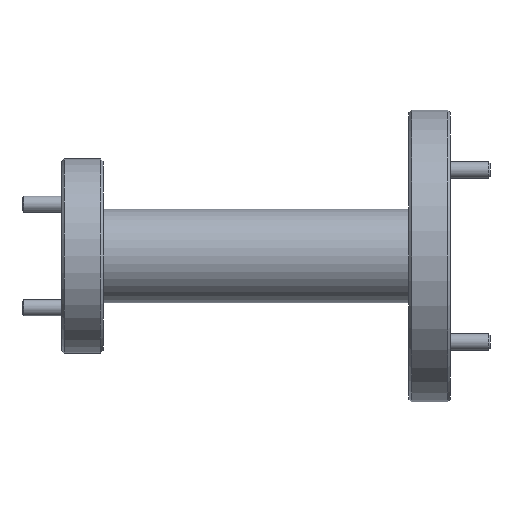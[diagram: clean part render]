
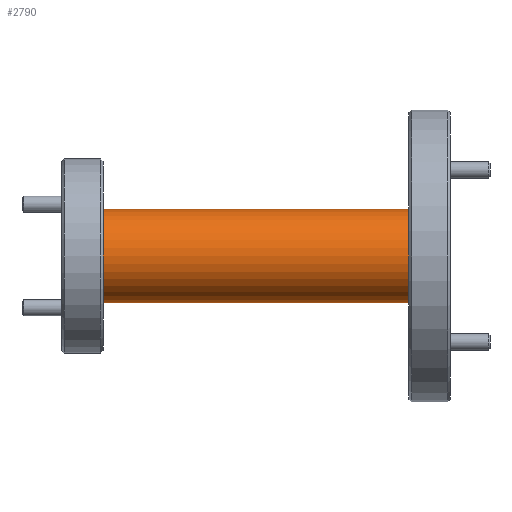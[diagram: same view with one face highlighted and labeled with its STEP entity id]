
A CAD part, front view. The second image highlights one B-rep face of the part: STEP entity #2790.
In plain terms, the highlighted cylindrical face has radius 4.572 mm (diameter 9.144 mm), a partial arc.
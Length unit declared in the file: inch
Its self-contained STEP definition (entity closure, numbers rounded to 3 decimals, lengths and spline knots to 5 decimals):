
#91 = VECTOR ( 'NONE', #2708, 39.37008 ) ;
#99 = CIRCLE ( 'NONE', #2619, 0.18 ) ;
#401 = DIRECTION ( 'NONE',  ( 0., 0., 1. ) ) ;
#425 = DIRECTION ( 'NONE',  ( -1., 0., 0. ) ) ;
#480 = CARTESIAN_POINT ( 'NONE',  ( -1.85067, -0.00447, 1.29095 ) ) ;
#665 = EDGE_CURVE ( 'NONE', #3071, #1194, #4421, .T. ) ;
#1013 = CARTESIAN_POINT ( 'NONE',  ( -3.19067, -0.00447, 1.47095 ) ) ;
#1053 = VECTOR ( 'NONE', #2793, 39.37008 ) ;
#1191 = CARTESIAN_POINT ( 'NONE',  ( -1.85067, -0.00447, 1.47095 ) ) ;
#1194 = VERTEX_POINT ( 'NONE', #2631 ) ;
#1318 = ORIENTED_EDGE ( 'NONE', *, *, #3729, .F. ) ;
#1415 = LINE ( 'NONE', #1013, #1053 ) ;
#1607 = EDGE_CURVE ( 'NONE', #3071, #3191, #2703, .T. ) ;
#2535 = DIRECTION ( 'NONE',  ( 0., 0., 1. ) ) ;
#2619 = AXIS2_PLACEMENT_3D ( 'NONE', #2886, #4252, #3241 ) ;
#2631 = CARTESIAN_POINT ( 'NONE',  ( -3.03067, -0.00447, 1.11095 ) ) ;
#2703 = CIRCLE ( 'NONE', #2996, 0.18 ) ;
#2708 = DIRECTION ( 'NONE',  ( -1., 0., 0. ) ) ;
#2768 = CARTESIAN_POINT ( 'NONE',  ( -1.85067, -0.00447, 1.11095 ) ) ;
#2790 = ADVANCED_FACE ( 'NONE', ( #3509 ), #4203, .T. ) ;
#2793 = DIRECTION ( 'NONE',  ( -1., 0., 0. ) ) ;
#2818 = CARTESIAN_POINT ( 'NONE',  ( -3.19067, -0.00447, 1.29095 ) ) ;
#2886 = CARTESIAN_POINT ( 'NONE',  ( -3.03067, -0.00447, 1.29095 ) ) ;
#2996 = AXIS2_PLACEMENT_3D ( 'NONE', #480, #4191, #2535 ) ;
#3071 = VERTEX_POINT ( 'NONE', #2768 ) ;
#3106 = CARTESIAN_POINT ( 'NONE',  ( -3.03067, -0.00447, 1.47095 ) ) ;
#3121 = EDGE_CURVE ( 'NONE', #3191, #3520, #1415, .T. ) ;
#3132 = ORIENTED_EDGE ( 'NONE', *, *, #665, .F. ) ;
#3191 = VERTEX_POINT ( 'NONE', #1191 ) ;
#3241 = DIRECTION ( 'NONE',  ( 0., 0., 1. ) ) ;
#3509 = FACE_OUTER_BOUND ( 'NONE', #3576, .T. ) ;
#3520 = VERTEX_POINT ( 'NONE', #3106 ) ;
#3576 = EDGE_LOOP ( 'NONE', ( #3132, #4312, #3867, #1318 ) ) ;
#3729 = EDGE_CURVE ( 'NONE', #1194, #3520, #99, .T. ) ;
#3787 = AXIS2_PLACEMENT_3D ( 'NONE', #2818, #425, #401 ) ;
#3867 = ORIENTED_EDGE ( 'NONE', *, *, #3121, .T. ) ;
#4191 = DIRECTION ( 'NONE',  ( -1., 0., 0. ) ) ;
#4203 = CYLINDRICAL_SURFACE ( 'NONE', #3787, 0.18 ) ;
#4252 = DIRECTION ( 'NONE',  ( -1., 0., 0. ) ) ;
#4312 = ORIENTED_EDGE ( 'NONE', *, *, #1607, .T. ) ;
#4401 = CARTESIAN_POINT ( 'NONE',  ( -3.19067, -0.00447, 1.11095 ) ) ;
#4421 = LINE ( 'NONE', #4401, #91 ) ;
